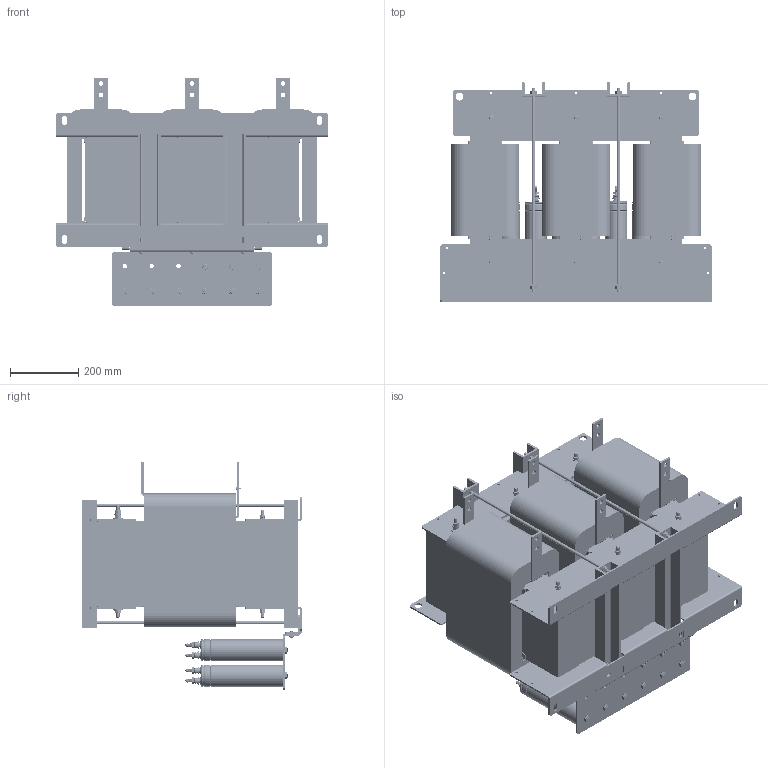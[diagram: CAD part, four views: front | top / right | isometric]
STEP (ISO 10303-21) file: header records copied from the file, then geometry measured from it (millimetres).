
FILE_DESCRIPTION (( 'STEP AP214' ), '1' );
FILE_NAME ('B 1002058.STEP', '2014-04-24T10:37:33', ( '' ), ( '' ), 'SwSTEP 2.0', 'SolidWorks 2012', '' );
FILE_SCHEMA (( 'AUTOMOTIVE_DESIGN' ));
Length unit declared in the file: millimetre
Products named in the file (29): Gewindestange M10x330; Gewindestange M10x600; hex thin nut chamfered gradeab_din_Hexagon Thin Nut ISO 4035 - M12 - N; toothed lock washer 1_din_DIN 6797-A13; Gewindestange M10x315; Isolierbuchse M10_M05; curved spring lock washer_din_Spring washer DIN 128 - A10; plain washer large_din_Washer DIN 9021 - 10.5; hex nut style 1 gradeab_din_Hexagon Nut ISO 4032 - M10 - D - N; plain washer grade a_din_Washer DIN 125 - A 10.5; pan head cross recess screw_din_ISO 7045 - M6 x 16 - Z --- 16N; plain washer grade a_din_Washer DIN 125 - A 6.4; pan head cross recess screw_din_ISO 7045 - M4 x 12 - Z --- 12N; plain washer grade a_din_Washer DIN 125 - A 4.3; #700-1346; #700-1345; #050-0969; +3810-0095; Eckprofil 7x270mm; #040-1298; #040-1299; #050-0963; #080-0625; #144-0212; Alu-Platte 170x100x3mm; Kern f黵 B 1002058; HGW-Platte 270x244x1mm; Wickel f黵 B 1002058; B 1002058
Assembly tree (155 placements, depth 2):
  B 1002058
    Wickel f黵 B 1002058  x3
    HGW-Platte 270x244x1mm  x6
    Kern f黵 B 1002058
    Alu-Platte 170x100x3mm  x8
    #144-0212  x6
    #080-0625  x2
    #050-0963
    #040-1299
    #040-1298
    Eckprofil 7x270mm  x12
    +3810-0095  x9
    #050-0969  x4
    #700-1345  x3
    #700-1346  x3
    plain washer grade a_din_Washer DIN 125 - A 4.3  x3
    pan head cross recess screw_din_ISO 7045 - M4 x 12 - Z --- 12N  x3
    plain washer grade a_din_Washer DIN 125 - A 6.4  x3
    pan head cross recess screw_din_ISO 7045 - M6 x 16 - Z --- 16N  x3
    plain washer grade a_din_Washer DIN 125 - A 10.5  x21
    hex nut style 1 gradeab_din_Hexagon Nut ISO 4032 - M10 - D - N  x21
    plain washer large_din_Washer DIN 9021 - 10.5  x2
    curved spring lock washer_din_Spring washer DIN 128 - A10
    Isolierbuchse M10_M05  x10
    Gewindestange M10x315  x5
    toothed lock washer 1_din_DIN 6797-A13  x9
    hex thin nut chamfered gradeab_din_Hexagon Thin Nut ISO 4035 - M12 - N  x9
    Gewindestange M10x600  x4
    Gewindestange M10x330
Bounding box: 800 x 645 x 670.32 mm (x, y, z)
Volume: 113350818.2 mm3; surface area: 8206046.8 mm2
Topology: 173 solids, 173 shells, 6526 faces, 14293 edges, 8184 vertices
Faces by surface type: cone 3094, plane 1621, cylinder 1296, torus 485, sphere 30
Entity records: 33077 total; most frequent: DIRECTION 5933, CARTESIAN_POINT 5570, ORIENTED_EDGE 5012, EDGE_CURVE 2506, AXIS2_PLACEMENT_3D 2273, VERTEX_POINT 1502, VECTOR 1387, LINE 1387
